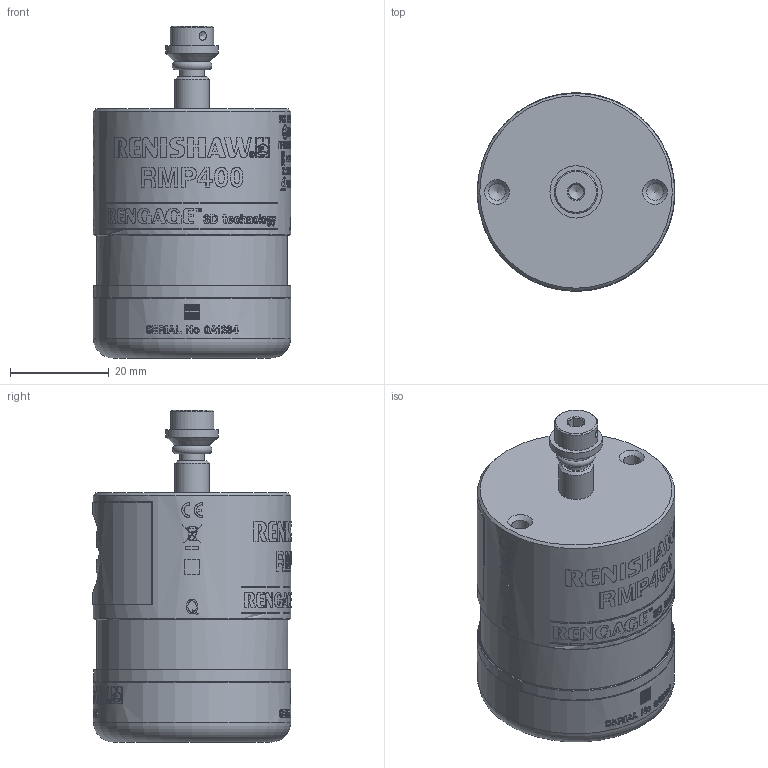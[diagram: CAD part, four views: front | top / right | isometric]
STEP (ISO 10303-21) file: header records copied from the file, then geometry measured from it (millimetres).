
FILE_DESCRIPTION(/* description */ (''),/* implementation_level */ '2;1');
FILE_NAME(/* name */ '10001155455nxv000_00_214.stp',/* time_stamp */ '2023-02-10T12:38:46+01:00',/* author */ (''),/* organization */ (''),/* preprocessor_version */ 'ST-DEVELOPER v18.1',/* originating_system */ 'SIEMENS PLM Software NX 2000',/* authorisation */ '');
FILE_SCHEMA (('AUTOMOTIVE_DESIGN { 1 0 10303 214 3 1 1 1 }'));
Products named in the file (1): 10001155455nxv000_00
Bounding box: 40.06 x 40.14 x 67.3 mm (x, y, z)
Volume: 62290.3 mm3; surface area: 11619.9 mm2
Topology: 1 solids, 1 shells, 3238 faces, 8345 edges, 5551 vertices
Faces by surface type: plane 1755, extrusion 605, cylinder 461, bspline 381, cone 30, torus 6
Full cylindrical faces by diameter (mm): 3.3 x1, 3.4 x2, 3.6 x1, 4.95 x1, 7 x2, 8.8 x1, 9.8 x1, 10.6 x1, 11 x1, 15.5 x1, 15.7 x1, 21.9 x1, 22.05 x1, 38.7 x1, 39.2 x2, 40 x2, 40.025 x1
Entity records: 139572 total; most frequent: CARTESIAN_POINT 64453, ORIENTED_EDGE 16492, DIRECTION 13148, EDGE_CURVE 8246, VERTEX_POINT 5524, VECTOR 4526, AXIS2_PLACEMENT_3D 4311, LINE 3921
